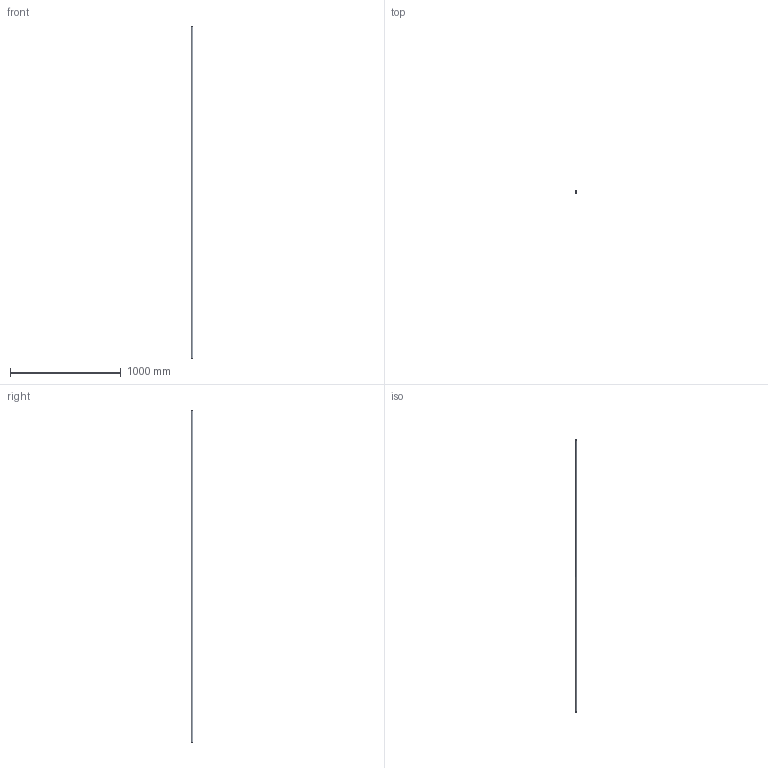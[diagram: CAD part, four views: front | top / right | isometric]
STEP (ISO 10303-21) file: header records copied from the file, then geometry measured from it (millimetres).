
FILE_DESCRIPTION (( 'STEP AP203' ), '1' );
FILE_NAME ('55099-2403M.step', '2023-03-21T15:22:19', ( '' ), ( '' ), 'SwSTEP 2.0', 'SolidWorks 2018', '' );
FILE_SCHEMA (( 'CONFIG_CONTROL_DESIGN' ));
Length unit declared in the file: millimetre
Products named in the file (1): 55099-2403M
Bounding box: 16 x 16 x 3000 mm (x, y, z)
Volume: 263893.4 mm3; surface area: 264078.1 mm2
Topology: 1 solids, 1 shells, 305 faces, 825 edges, 550 vertices
Faces by surface type: bspline 140, plane 135, cylinder 30
Full cylindrical faces by diameter (mm): 12 x1, 16 x1
Entity records: 14905 total; most frequent: CARTESIAN_POINT 8144, ORIENTED_EDGE 1646, DIRECTION 937, EDGE_CURVE 823, VERTEX_POINT 550, LINE 389, VECTOR 389, EDGE_LOOP 337
